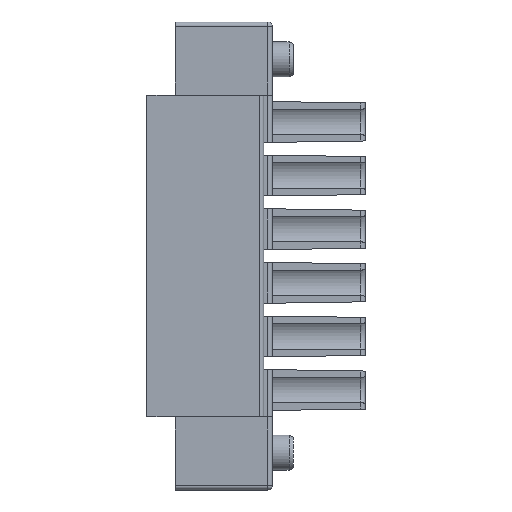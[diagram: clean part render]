
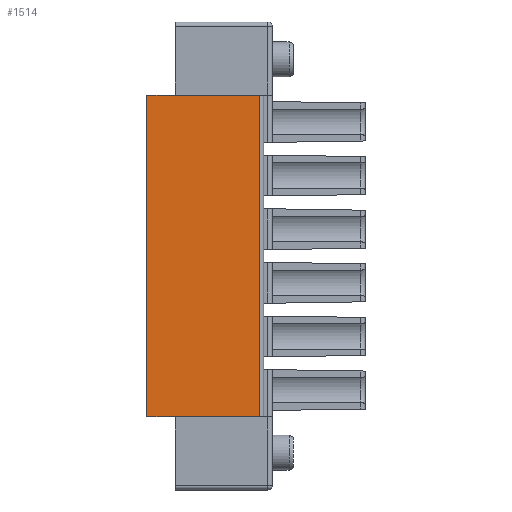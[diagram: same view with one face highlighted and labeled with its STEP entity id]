
A CAD part, front view. The second image highlights one B-rep face of the part: STEP entity #1514.
In plain terms, the highlighted planar face has unit normal (0, -1, 0).
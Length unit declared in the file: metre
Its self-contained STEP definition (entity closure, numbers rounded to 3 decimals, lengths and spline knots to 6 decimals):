
#1514=ADVANCED_FACE('',(#3093),#3094,.T.);
#3093=FACE_OUTER_BOUND('',#4692,.T.);
#3094=PLANE('',#4693);
#4692=EDGE_LOOP('',(#9009,#9010,#9011,#9012));
#4693=AXIS2_PLACEMENT_3D('',#9013,#9014,#9015);
#9009=ORIENTED_EDGE('',*,*,#10998,.F.);
#9010=ORIENTED_EDGE('',*,*,#10758,.F.);
#9011=ORIENTED_EDGE('',*,*,#10996,.T.);
#9012=ORIENTED_EDGE('',*,*,#9609,.T.);
#9013=CARTESIAN_POINT('',(0.006473,0.00051,0.002633));
#9014=DIRECTION('',(0.,-1.0,0.));
#9015=DIRECTION('',(0.0,0.,-1.0));
#9609=EDGE_CURVE('',#11601,#11599,#11602,.T.);
#10758=EDGE_CURVE('',#13238,#13240,#13241,.T.);
#10996=EDGE_CURVE('',#13238,#11601,#13568,.T.);
#10998=EDGE_CURVE('',#13240,#11599,#13570,.T.);
#11599=VERTEX_POINT('',#14525);
#11601=VERTEX_POINT('',#14527);
#11602=LINE('',#14528,#14529);
#13238=VERTEX_POINT('',#16970);
#13240=VERTEX_POINT('',#16973);
#13241=LINE('',#16974,#16975);
#13568=LINE('',#17479,#17480);
#13570=LINE('',#17482,#17483);
#14525=CARTESIAN_POINT('',(0.006473,0.00051,-0.008022));
#14527=CARTESIAN_POINT('',(-0.001527,0.00051,-0.008022));
#14528=CARTESIAN_POINT('',(0.013673,0.00051,-0.008022));
#14529=VECTOR('',#17897,1.0);
#16970=CARTESIAN_POINT('',(-0.001527,0.00051,0.014838));
#16973=CARTESIAN_POINT('',(0.006473,0.00051,0.014838));
#16974=CARTESIAN_POINT('',(0.013673,0.00051,0.014838));
#16975=VECTOR('',#19015,1.0);
#17479=CARTESIAN_POINT('',(-0.001527,0.00051,0.002633));
#17480=VECTOR('',#19263,1.0);
#17482=CARTESIAN_POINT('',(0.006473,0.00051,0.002633));
#17483=VECTOR('',#19264,1.0);
#17897=DIRECTION('',(1.0,0.,0.));
#19015=DIRECTION('',(1.0,0.,0.));
#19263=DIRECTION('',(0.,0.,-1.0));
#19264=DIRECTION('',(0.,0.,-1.0));
